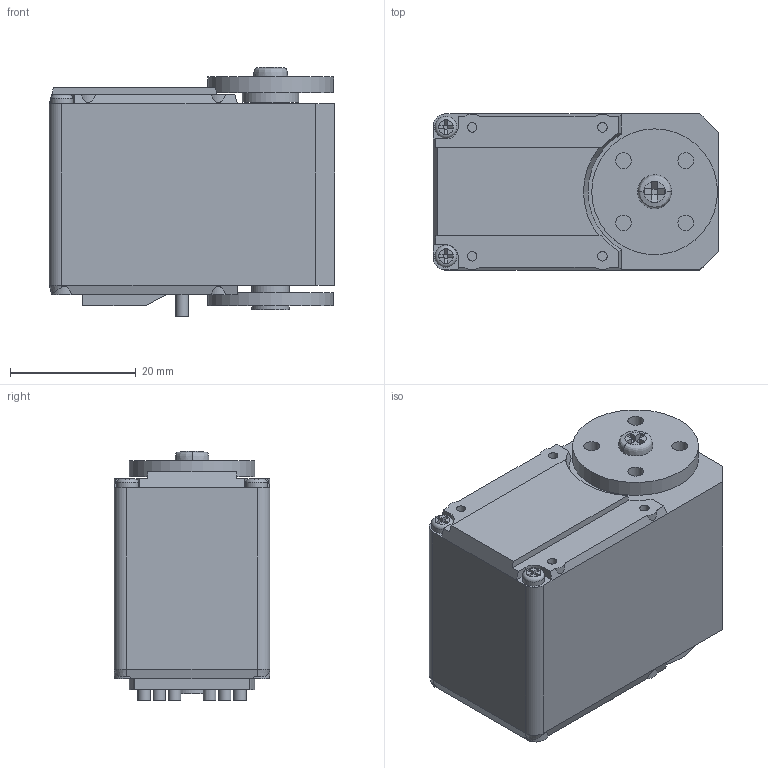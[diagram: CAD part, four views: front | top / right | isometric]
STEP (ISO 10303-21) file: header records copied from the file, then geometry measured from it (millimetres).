
FILE_DESCRIPTION(/* description */ ('','CAx-IF Rec.Pracs.---Representation and Presentation of Product Manufacturing Information (PMI)---4.0---2014-10-13'),/* implementation_level */ '2;1');
FILE_NAME(/* name */ 'STS3215_03a v1.step',/* time_stamp */ '2025-01-27T14:26:49+01:00',/* author */ (''),/* organization */ (''),/* preprocessor_version */ 'ST-DEVELOPER v20',/* originating_system */ 'Autodesk Translation Framework v13.20.0.188',/* authorisation */ '');
FILE_SCHEMA (('AP242_MANAGED_MODEL_BASED_3D_ENGINEERING_MIM_LF { 1 0 10303 442 1 1 4 }'));
Length unit declared in the file: millimetre
Products named in the file (1): STS3215_03a
Bounding box: 45.4 x 24.8 x 39.6 mm (x, y, z)
Volume: 36216.9 mm3; surface area: 8554.6 mm2
Topology: 1 solids, 1 shells, 182 faces, 432 edges, 276 vertices
Faces by surface type: plane 130, cylinder 43, cone 5, bspline 2, torus 2
Full cylindrical faces by diameter (mm): 1.5 x8, 2 x6, 2.5 x9, 3.5 x2, 4.8 x1, 6 x2, 9 x1, 20 x2
Entity records: 5389 total; most frequent: CARTESIAN_POINT 1051, DIRECTION 906, ORIENTED_EDGE 864, EDGE_CURVE 432, AXIS2_PLACEMENT_3D 315, LINE 276, VECTOR 276, VERTEX_POINT 276
